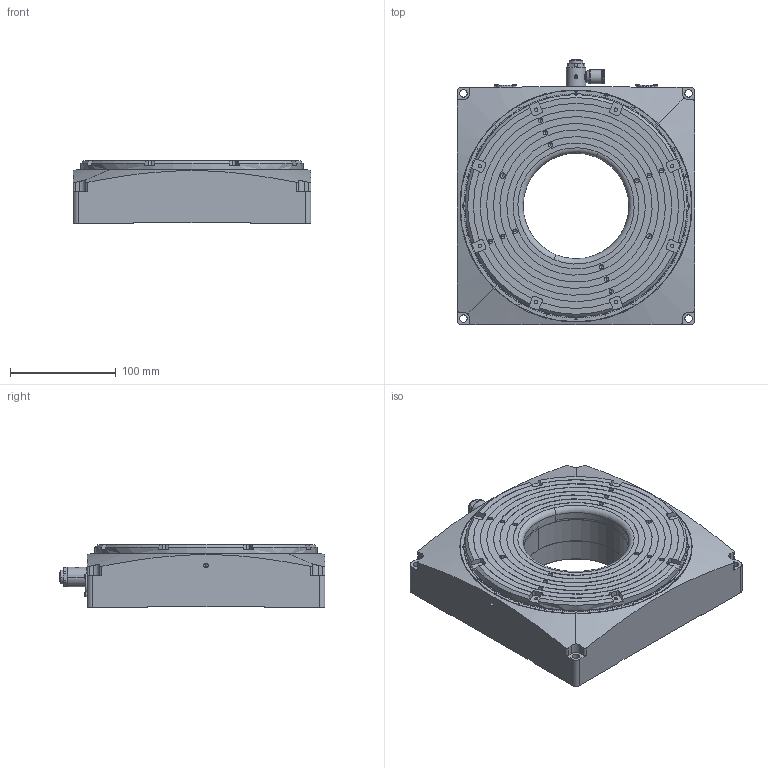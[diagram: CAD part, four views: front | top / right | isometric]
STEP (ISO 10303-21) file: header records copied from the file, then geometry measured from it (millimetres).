
FILE_DESCRIPTION((''),'2;1');
FILE_NAME('814334-01-D01','2012-06-20T',('ch5375'),(''),'PRO/ENGINEER BY PARAMETRIC TECHNOLOGY CORPORATION, 2010370','PRO/ENGINEER BY PARAMETRIC TECHNOLOGY CORPORATION, 2010370','');
FILE_SCHEMA(('CONFIG_CONTROL_DESIGN','SHAPE_APPEARANCE_LAYERS_GROUPS'));
Products named in the file (1): 814334-01-D01
Bounding box: 225 x 251.48 x 60 mm (x, y, z)
Volume: 2309162.4 mm3; surface area: 166527.8 mm2
Topology: 1 solids, 18 shells, 2795 faces, 6768 edges, 4410 vertices
Faces by surface type: plane 2234, cylinder 348, cone 184, torus 26, sphere 3
Entity records: 80843 total; most frequent: CARTESIAN_POINT 15241, ORIENTED_EDGE 13394, DIRECTION 12863, EDGE_CURVE 6697, VECTOR 5635, LINE 5635, VERTEX_POINT 4410, AXIS2_PLACEMENT_3D 3614
